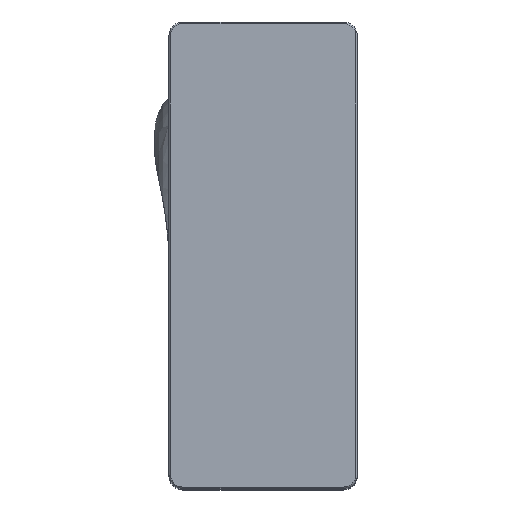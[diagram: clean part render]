
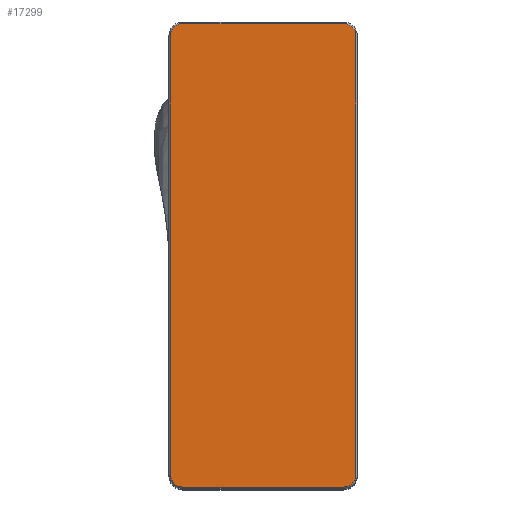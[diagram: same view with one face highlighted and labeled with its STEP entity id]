
A CAD part, top view. The second image highlights one B-rep face of the part: STEP entity #17299.
In plain terms, the highlighted planar face has unit normal (0, 0, 1).
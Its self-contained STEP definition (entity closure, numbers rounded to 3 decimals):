
#1225=CIRCLE('',#18837,3.5);
#1227=CIRCLE('',#18840,3.5);
#1229=CIRCLE('',#18845,3.5);
#1231=CIRCLE('',#18848,3.5);
#1687=PLANE('',#18857);
#2659=FACE_OUTER_BOUND('',#3728,.T.);
#3728=EDGE_LOOP('',(#16146,#16147,#16148,#16149,#16150,#16151,#16152,#16153));
#5191=LINE('',#32920,#6673);
#5196=LINE('',#32938,#6678);
#5200=LINE('',#32946,#6682);
#5204=LINE('',#32961,#6686);
#6673=VECTOR('',#23319,10.);
#6678=VECTOR('',#23338,10.);
#6682=VECTOR('',#23344,10.);
#6686=VECTOR('',#23362,10.);
#8609=VERTEX_POINT('',#32917);
#8610=VERTEX_POINT('',#32919);
#8612=VERTEX_POINT('',#32925);
#8615=VERTEX_POINT('',#32932);
#8616=VERTEX_POINT('',#32937);
#8619=VERTEX_POINT('',#32944);
#8620=VERTEX_POINT('',#32949);
#8623=VERTEX_POINT('',#32956);
#11111=EDGE_CURVE('',#8609,#8610,#5191,.T.);
#11114=EDGE_CURVE('',#8610,#8612,#1225,.T.);
#11118=EDGE_CURVE('',#8615,#8609,#1227,.T.);
#11120=EDGE_CURVE('',#8612,#8616,#5196,.T.);
#11124=EDGE_CURVE('',#8619,#8615,#5200,.T.);
#11126=EDGE_CURVE('',#8616,#8620,#1229,.T.);
#11130=EDGE_CURVE('',#8623,#8619,#1231,.T.);
#11132=EDGE_CURVE('',#8620,#8623,#5204,.T.);
#16146=ORIENTED_EDGE('',*,*,#11111,.F.);
#16147=ORIENTED_EDGE('',*,*,#11118,.F.);
#16148=ORIENTED_EDGE('',*,*,#11124,.F.);
#16149=ORIENTED_EDGE('',*,*,#11130,.F.);
#16150=ORIENTED_EDGE('',*,*,#11132,.F.);
#16151=ORIENTED_EDGE('',*,*,#11126,.F.);
#16152=ORIENTED_EDGE('',*,*,#11120,.F.);
#16153=ORIENTED_EDGE('',*,*,#11114,.F.);
#17299=ADVANCED_FACE('',(#2659),#1687,.T.);
#18837=AXIS2_PLACEMENT_3D('',#32926,#23324,#23325);
#18840=AXIS2_PLACEMENT_3D('',#32934,#23332,#23333);
#18845=AXIS2_PLACEMENT_3D('',#32950,#23348,#23349);
#18848=AXIS2_PLACEMENT_3D('',#32958,#23356,#23357);
#18857=AXIS2_PLACEMENT_3D('',#32981,#23383,#23384);
#23319=DIRECTION('',(0.,1.,0.));
#23324=DIRECTION('center_axis',(0.,0.,-1.));
#23325=DIRECTION('ref_axis',(-0.707,0.707,0.));
#23332=DIRECTION('center_axis',(0.,0.,-1.));
#23333=DIRECTION('ref_axis',(-0.707,-0.707,0.));
#23338=DIRECTION('',(1.,0.,0.));
#23344=DIRECTION('',(-1.,0.,0.));
#23348=DIRECTION('center_axis',(0.,0.,-1.));
#23349=DIRECTION('ref_axis',(0.707,0.707,0.));
#23356=DIRECTION('center_axis',(0.,0.,-1.));
#23357=DIRECTION('ref_axis',(0.707,-0.707,0.));
#23362=DIRECTION('',(0.,-1.,0.));
#23383=DIRECTION('center_axis',(0.,0.,1.));
#23384=DIRECTION('ref_axis',(1.,0.,0.));
#32917=CARTESIAN_POINT('',(-26.,-315.337,214.567));
#32919=CARTESIAN_POINT('',(-26.,-192.337,214.567));
#32920=CARTESIAN_POINT('',(-26.,-223.087,214.567));
#32925=CARTESIAN_POINT('',(-22.5,-188.837,214.567));
#32926=CARTESIAN_POINT('Origin',(-22.5,-192.337,214.567));
#32932=CARTESIAN_POINT('',(-22.5,-318.837,214.567));
#32934=CARTESIAN_POINT('Origin',(-22.5,-315.337,214.567));
#32937=CARTESIAN_POINT('',(22.5,-188.837,214.567));
#32938=CARTESIAN_POINT('',(11.25,-188.837,214.567));
#32944=CARTESIAN_POINT('',(22.5,-318.837,214.567));
#32946=CARTESIAN_POINT('',(-11.25,-318.837,214.567));
#32949=CARTESIAN_POINT('',(26.,-192.337,214.567));
#32950=CARTESIAN_POINT('Origin',(22.5,-192.337,214.567));
#32956=CARTESIAN_POINT('',(26.,-315.337,214.567));
#32958=CARTESIAN_POINT('Origin',(22.5,-315.337,214.567));
#32961=CARTESIAN_POINT('',(26.,-284.587,214.567));
#32981=CARTESIAN_POINT('Origin',(0.,-253.837,
214.567));
